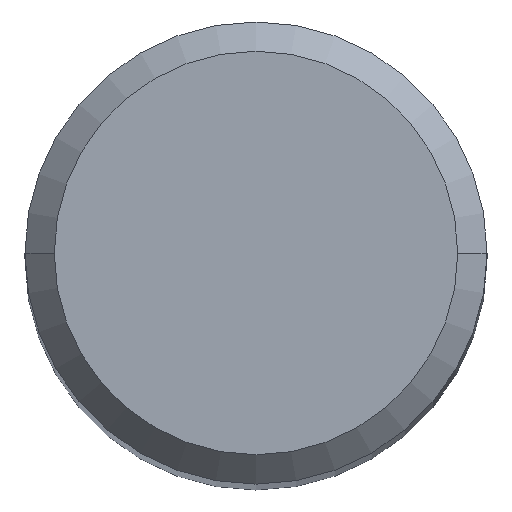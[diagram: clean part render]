
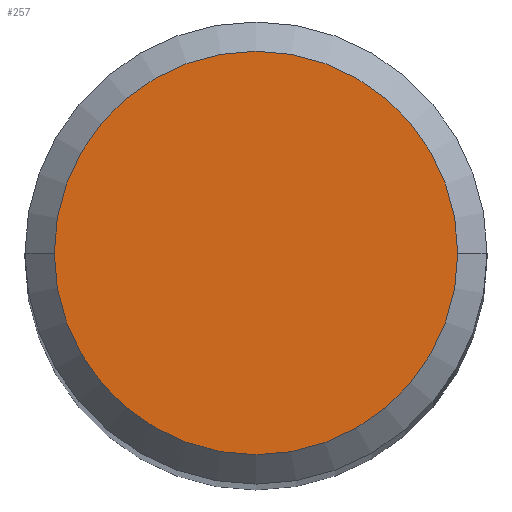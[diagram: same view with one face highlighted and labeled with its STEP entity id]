
A CAD part, top view. The second image highlights one B-rep face of the part: STEP entity #257.
In plain terms, the highlighted planar face has unit normal (0, 0, 1).
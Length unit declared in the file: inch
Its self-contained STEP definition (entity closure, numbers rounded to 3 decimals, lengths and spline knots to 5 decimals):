
#70 = VERTEX_POINT ( 'NONE', #81 ) ;
#81 = CARTESIAN_POINT ( 'NONE',  ( 0.10311, 0., 2.95276 ) ) ;
#85 = AXIS2_PLACEMENT_3D ( 'NONE', #245, #181, #247 ) ;
#87 = ORIENTED_EDGE ( 'NONE', *, *, #246, .T. ) ;
#89 = DIRECTION ( 'NONE',  ( 1., 0., 0. ) ) ;
#100 = AXIS2_PLACEMENT_3D ( 'NONE', #174, #149, #89 ) ;
#115 = CARTESIAN_POINT ( 'NONE',  ( 0., 0., 2.95276 ) ) ;
#128 = PLANE ( 'NONE',  #233 ) ;
#129 = CIRCLE ( 'NONE', #85, 0.10311 ) ;
#132 = DIRECTION ( 'NONE',  ( 1., 0., 0. ) ) ;
#149 = DIRECTION ( 'NONE',  ( 0., 0., 1. ) ) ;
#174 = CARTESIAN_POINT ( 'NONE',  ( 0., 0., 2.95276 ) ) ;
#181 = DIRECTION ( 'NONE',  ( 0., 0., 1. ) ) ;
#186 = VERTEX_POINT ( 'NONE', #240 ) ;
#225 = DIRECTION ( 'NONE',  ( 0., 0., 1. ) ) ;
#233 = AXIS2_PLACEMENT_3D ( 'NONE', #115, #225, #132 ) ;
#239 = ORIENTED_EDGE ( 'NONE', *, *, #242, .T. ) ;
#240 = CARTESIAN_POINT ( 'NONE',  ( -0.10311, 0., 2.95276 ) ) ;
#242 = EDGE_CURVE ( 'NONE', #186, #70, #129, .T. ) ;
#245 = CARTESIAN_POINT ( 'NONE',  ( 0., 0., 2.95276 ) ) ;
#246 = EDGE_CURVE ( 'NONE', #70, #186, #323, .T. ) ;
#247 = DIRECTION ( 'NONE',  ( 1., 0., 0. ) ) ;
#257 = ADVANCED_FACE ( 'NONE', ( #345 ), #128, .T. ) ;
#287 = EDGE_LOOP ( 'NONE', ( #239, #87 ) ) ;
#323 = CIRCLE ( 'NONE', #100, 0.10311 ) ;
#345 = FACE_OUTER_BOUND ( 'NONE', #287, .T. ) ;
